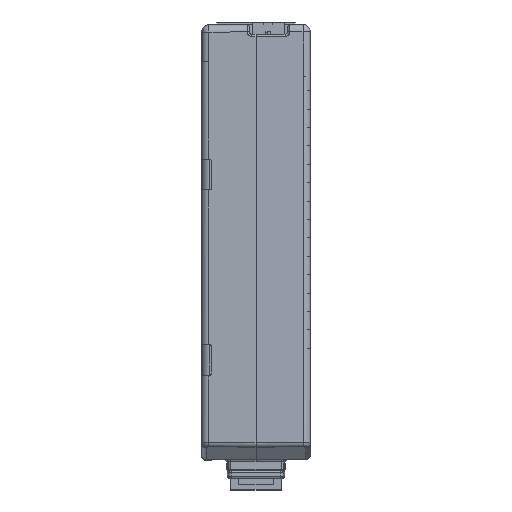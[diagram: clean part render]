
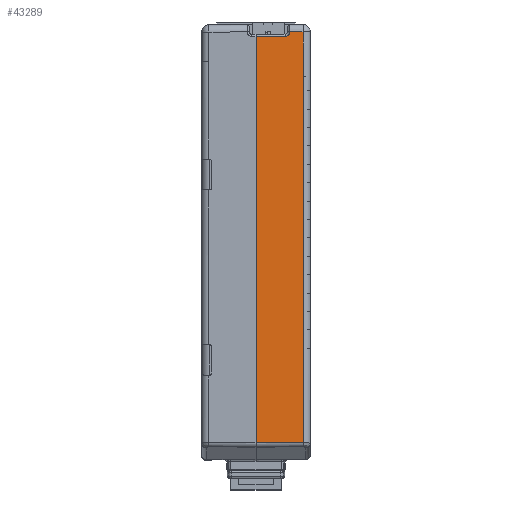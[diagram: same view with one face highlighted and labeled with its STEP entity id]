
A CAD part, front view. The second image highlights one B-rep face of the part: STEP entity #43289.
In plain terms, the highlighted planar face has unit normal (0.009, -1, 0).
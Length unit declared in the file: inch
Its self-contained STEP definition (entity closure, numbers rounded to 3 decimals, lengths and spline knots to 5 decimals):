
#2799 = VERTEX_POINT ( 'NONE', #14859 ) ;
#3317 = CARTESIAN_POINT ( 'NONE',  ( 0.07386, -1.84269, 0.07959 ) ) ;
#3412 = CARTESIAN_POINT ( 'NONE',  ( 0.3602, -1.84019, 3.58432 ) ) ;
#4377 = PLANE ( 'NONE',  #23558 ) ;
#6239 = LINE ( 'NONE', #127500, #68973 ) ;
#11111 = VERTEX_POINT ( 'NONE', #59933 ) ;
#11377 = CARTESIAN_POINT ( 'NONE',  ( 0.36145, -1.84018, 3.59449 ) ) ;
#13039 = CARTESIAN_POINT ( 'NONE',  ( 0.32739, -1.84048, 3.55554 ) ) ;
#14859 = CARTESIAN_POINT ( 'NONE',  ( 0.07386, -1.84269, 3.55529 ) ) ;
#16044 = EDGE_CURVE ( 'NONE', #114366, #97220, #52446, .T. ) ;
#22658 = EDGE_CURVE ( 'NONE', #120298, #2799, #82071, .T. ) ;
#23126 = CARTESIAN_POINT ( 'NONE',  ( 0.32482, -1.8405, 3.55529 ) ) ;
#23558 = AXIS2_PLACEMENT_3D ( 'NONE', #115089, #55182, #73608 ) ;
#23968 = CARTESIAN_POINT ( 'NONE',  ( 0.36145, -1.84018, 3.59449 ) ) ;
#25130 = CARTESIAN_POINT ( 'NONE',  ( 0.07386, -1.84269, 7.4032 ) ) ;
#32303 = CARTESIAN_POINT ( 'NONE',  ( 0.3612, -1.84018, 3.58936 ) ) ;
#32736 = CARTESIAN_POINT ( 'NONE',  ( 0.34816, -1.84029, 3.56496 ) ) ;
#33006 = CARTESIAN_POINT ( 'NONE',  ( 0.36145, -1.84018, 3.59604 ) ) ;
#33432 = EDGE_CURVE ( 'NONE', #102431, #11111, #114806, .T. ) ;
#35812 = ORIENTED_EDGE ( 'NONE', *, *, #16044, .T. ) ;
#38185 = DIRECTION ( 'NONE',  ( -1., -0.009, 0.009 ) ) ;
#39485 = CARTESIAN_POINT ( 'NONE',  ( 0.07386, -1.84269, 0.07959 ) ) ;
#42860 = CARTESIAN_POINT ( 'NONE',  ( 0.35627, -1.84022, 3.57484 ) ) ;
#43055 = VERTEX_POINT ( 'NONE', #117806 ) ;
#43282 = CARTESIAN_POINT ( 'NONE',  ( 0.32225, -1.84052, 3.55529 ) ) ;
#43289 = ADVANCED_FACE ( 'NONE', ( #129858 ), #4377, .F. ) ;
#46652 = CARTESIAN_POINT ( 'NONE',  ( 0.53862, -1.83863, 3.55529 ) ) ;
#47522 = LINE ( 'NONE', #52077, #121002 ) ;
#48642 = ORIENTED_EDGE ( 'NONE', *, *, #114956, .F. ) ;
#52077 = CARTESIAN_POINT ( 'NONE',  ( 0.47618, -1.83918, 7.4032 ) ) ;
#52446 = LINE ( 'NONE', #126289, #129102 ) ;
#52904 = CARTESIAN_POINT ( 'NONE',  ( 0.33242, -1.84043, 3.55654 ) ) ;
#53767 = CARTESIAN_POINT ( 'NONE',  ( 0.33963, -1.84037, 3.55925 ) ) ;
#55182 = DIRECTION ( 'NONE',  ( -0.009, 1., 0. ) ) ;
#55872 = VERTEX_POINT ( 'NONE', #108889 ) ;
#57809 = ORIENTED_EDGE ( 'NONE', *, *, #74919, .F. ) ;
#59628 = DIRECTION ( 'NONE',  ( 1., 0.009, 0.006 ) ) ;
#59933 = CARTESIAN_POINT ( 'NONE',  ( 0.47618, -1.83918, 0.08202 ) ) ;
#62593 = CARTESIAN_POINT ( 'NONE',  ( 0.35342, -1.84025, 3.57058 ) ) ;
#63022 = CARTESIAN_POINT ( 'NONE',  ( 0.33489, -1.84041, 3.55729 ) ) ;
#68973 = VECTOR ( 'NONE', #127913, 39.37008 ) ;
#73051 = CARTESIAN_POINT ( 'NONE',  ( 0.35749, -1.84021, 3.57712 ) ) ;
#73500 = CARTESIAN_POINT ( 'NONE',  ( 0.36145, -1.84018, 3.59192 ) ) ;
#73608 = DIRECTION ( 'NONE',  ( -1., -0.009, 0. ) ) ;
#74618 = DIRECTION ( 'NONE',  ( 0., 0., -1. ) ) ;
#74832 = LINE ( 'NONE', #25130, #88889 ) ;
#74919 = EDGE_CURVE ( 'NONE', #55872, #43055, #6239, .T. ) ;
#77094 = B_SPLINE_CURVE_WITH_KNOTS ( 'NONE', 3,
 ( #23968, #73500, #32303, #3412, #103227, #73051, #42860, #62593, #94037, #32736, #112800, #121992, #53767, #63022, #52904, #13039, #23126, #43282 ),
 .UNSPECIFIED., .F., .F.,
 ( 4, 2, 2, 2, 2, 2, 2, 2, 4 ),
 ( 0., 0.00019, 0.00039, 0.00058, 0.00078, 0.00097, 0.00116, 0.00136, 0.00155 ),
 .UNSPECIFIED. ) ;
#81893 = ORIENTED_EDGE ( 'NONE', *, *, #121334, .T. ) ;
#82071 = LINE ( 'NONE', #46652, #127408 ) ;
#82801 = VECTOR ( 'NONE', #38185, 39.37008 ) ;
#83174 = DIRECTION ( 'NONE',  ( 0., 0., -1. ) ) ;
#85241 = ORIENTED_EDGE ( 'NONE', *, *, #22658, .T. ) ;
#88889 = VECTOR ( 'NONE', #74618, 39.37008 ) ;
#94037 = CARTESIAN_POINT ( 'NONE',  ( 0.35179, -1.84026, 3.56858 ) ) ;
#96789 = CARTESIAN_POINT ( 'NONE',  ( 0.32225, -1.84052, 3.55529 ) ) ;
#97059 = EDGE_CURVE ( 'NONE', #55872, #114366, #109334, .T. ) ;
#97220 = VERTEX_POINT ( 'NONE', #11377 ) ;
#102431 = VERTEX_POINT ( 'NONE', #3317 ) ;
#102709 = ORIENTED_EDGE ( 'NONE', *, *, #33432, .T. ) ;
#103227 = CARTESIAN_POINT ( 'NONE',  ( 0.35945, -1.8402, 3.58186 ) ) ;
#107300 = CARTESIAN_POINT ( 'NONE',  ( 0.47618, -1.83918, 3.59504 ) ) ;
#108320 = ORIENTED_EDGE ( 'NONE', *, *, #112958, .T. ) ;
#108522 = VECTOR ( 'NONE', #59628, 39.37008 ) ;
#108889 = CARTESIAN_POINT ( 'NONE',  ( 0.47618, -1.83918, 3.59504 ) ) ;
#109334 = LINE ( 'NONE', #107300, #82801 ) ;
#112800 = CARTESIAN_POINT ( 'NONE',  ( 0.34617, -1.84031, 3.56332 ) ) ;
#112958 = EDGE_CURVE ( 'NONE', #97220, #120298, #77094, .T. ) ;
#114366 = VERTEX_POINT ( 'NONE', #33006 ) ;
#114806 = LINE ( 'NONE', #39485, #108522 ) ;
#114956 = EDGE_CURVE ( 'NONE', #43055, #11111, #47522, .T. ) ;
#115089 = CARTESIAN_POINT ( 'NONE',  ( 0.01609, -1.84319, 7.4032 ) ) ;
#115304 = EDGE_LOOP ( 'NONE', ( #102709, #48642, #57809, #121972, #35812, #108320, #85241, #81893 ) ) ;
#116683 = DIRECTION ( 'NONE',  ( 0., 0., -1. ) ) ;
#117430 = DIRECTION ( 'NONE',  ( -1., -0.009, 0. ) ) ;
#117806 = CARTESIAN_POINT ( 'NONE',  ( 0.47618, -1.83918, 3.21509 ) ) ;
#120298 = VERTEX_POINT ( 'NONE', #96789 ) ;
#121002 = VECTOR ( 'NONE', #83174, 39.37008 ) ;
#121334 = EDGE_CURVE ( 'NONE', #2799, #102431, #74832, .T. ) ;
#121972 = ORIENTED_EDGE ( 'NONE', *, *, #97059, .T. ) ;
#121992 = CARTESIAN_POINT ( 'NONE',  ( 0.3419, -1.84035, 3.56047 ) ) ;
#126289 = CARTESIAN_POINT ( 'NONE',  ( 0.36145, -1.84018, 3.59449 ) ) ;
#127408 = VECTOR ( 'NONE', #117430, 39.37008 ) ;
#127500 = CARTESIAN_POINT ( 'NONE',  ( 0.47618, -1.83918, 7.4032 ) ) ;
#127913 = DIRECTION ( 'NONE',  ( 0., 0., -1. ) ) ;
#129102 = VECTOR ( 'NONE', #116683, 39.37008 ) ;
#129858 = FACE_OUTER_BOUND ( 'NONE', #115304, .T. ) ;
